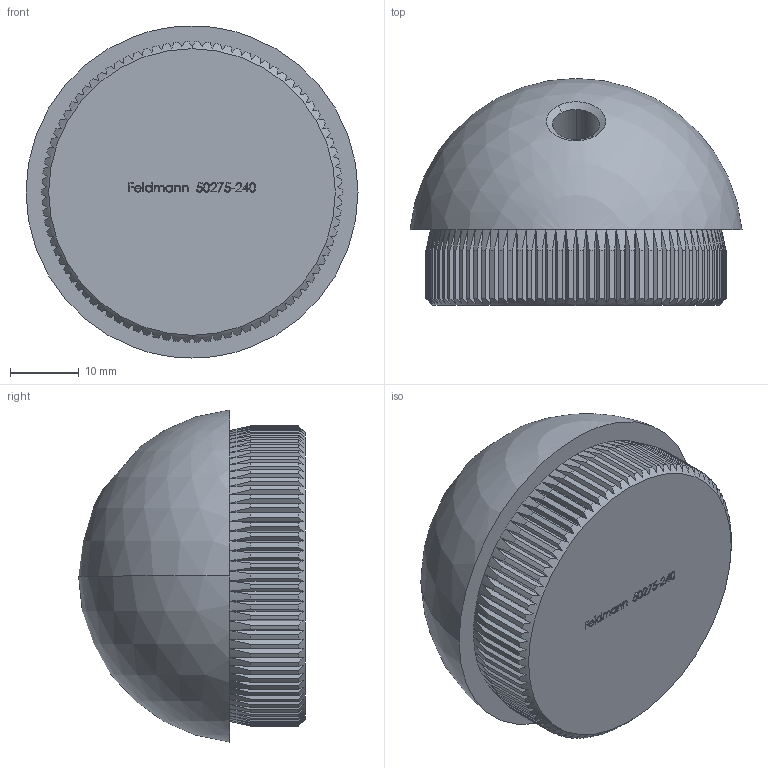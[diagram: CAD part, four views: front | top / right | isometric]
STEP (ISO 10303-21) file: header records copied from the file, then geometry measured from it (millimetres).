
FILE_DESCRIPTION (( 'STEP AP203' ), '1' );
FILE_NAME ('50277-240-25.step', '2018-10-25T11:46:01', ( '' ), ( '' ), 'SwSTEP 2.0', 'SolidWorks 2015', '' );
FILE_SCHEMA (( 'CONFIG_CONTROL_DESIGN' ));
Length unit declared in the file: millimetre
Products named in the file (1): 50277-240-25
Bounding box: 48.3 x 33 x 48.3 mm (x, y, z)
Volume: 41053.3 mm3; surface area: 7764.8 mm2
Topology: 1 solids, 1 shells, 590 faces, 1509 edges, 944 vertices
Faces by surface type: plane 306, bspline 96, cone 94, cylinder 92, sphere 2
Entity records: 24530 total; most frequent: CARTESIAN_POINT 11402, ORIENTED_EDGE 3014, DIRECTION 2219, EDGE_CURVE 1507, VERTEX_POINT 944, AXIS2_PLACEMENT_3D 773, LINE 673, VECTOR 673
